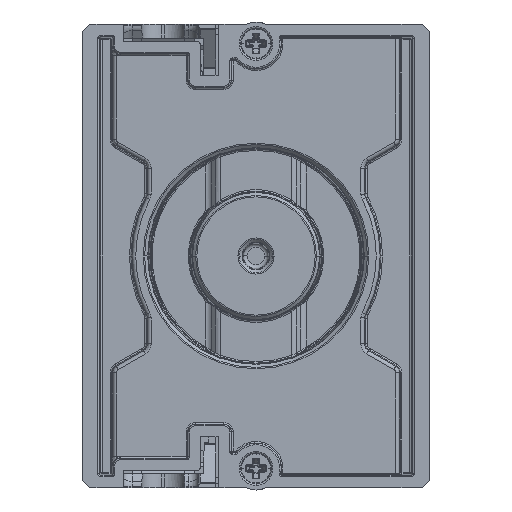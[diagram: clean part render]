
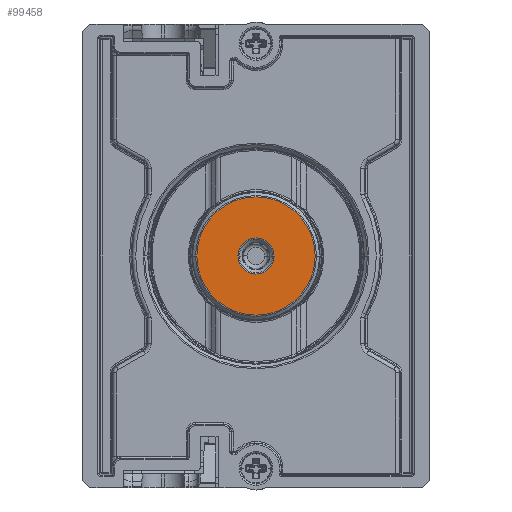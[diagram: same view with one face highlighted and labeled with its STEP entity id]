
A CAD part, front view. The second image highlights one B-rep face of the part: STEP entity #99458.
In plain terms, the highlighted face is planar.
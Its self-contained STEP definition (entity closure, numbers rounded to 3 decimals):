
#87951=CARTESIAN_POINT('',(0.,-2.2,0.));
#87952=DIRECTION('',(0.,-1.,0.));
#87953=DIRECTION('',(-1.,0.,0.));
#87954=AXIS2_PLACEMENT_3D('',#87951,#87952,#87953);
#87956=CARTESIAN_POINT('',(0.,-2.2,0.));
#87957=DIRECTION('',(0.,-1.,0.));
#87958=DIRECTION('',(1.,0.,0.));
#87959=AXIS2_PLACEMENT_3D('',#87956,#87957,#87958);
#87961=CARTESIAN_POINT('',(0.,-2.2,0.));
#87962=DIRECTION('',(0.,-1.,0.));
#87963=DIRECTION('',(-1.,0.,0.));
#87964=AXIS2_PLACEMENT_3D('',#87961,#87962,#87963);
#87966=CARTESIAN_POINT('',(0.,-2.2,0.));
#87967=DIRECTION('',(0.,-1.,0.));
#87968=DIRECTION('',(1.,0.,0.));
#87969=AXIS2_PLACEMENT_3D('',#87966,#87967,#87968);
#95461=CARTESIAN_POINT('',(-7.653,-2.2,0.));
#95462=CARTESIAN_POINT('',(7.653,-2.2,0.));
#95463=VERTEX_POINT('',#95461);
#95464=VERTEX_POINT('',#95462);
#95473=CARTESIAN_POINT('',(-2.341,-2.2,0.));
#95474=CARTESIAN_POINT('',(2.341,-2.2,0.));
#95475=VERTEX_POINT('',#95473);
#95476=VERTEX_POINT('',#95474);
#99441=CARTESIAN_POINT('',(0.,-2.2,0.));
#99442=DIRECTION('',(0.,-1.,0.));
#99443=DIRECTION('',(0.,0.,-1.));
#99444=AXIS2_PLACEMENT_3D('',#99441,#99442,#99443);
#99445=PLANE('',#99444);
#99447=ORIENTED_EDGE('',*,*,#99446,.T.);
#99449=ORIENTED_EDGE('',*,*,#99448,.T.);
#99450=EDGE_LOOP('',(#99447,#99449));
#99451=FACE_OUTER_BOUND('',#99450,.F.);
#99453=ORIENTED_EDGE('',*,*,#99452,.F.);
#99455=ORIENTED_EDGE('',*,*,#99454,.F.);
#99456=EDGE_LOOP('',(#99453,#99455));
#99457=FACE_BOUND('',#99456,.F.);
#87955=CIRCLE('',#87954,7.653);
#87960=CIRCLE('',#87959,7.653);
#87965=CIRCLE('',#87964,2.341);
#87970=CIRCLE('',#87969,2.341);
#99446=EDGE_CURVE('',#95463,#95464,#87955,.T.);
#99448=EDGE_CURVE('',#95464,#95463,#87960,.T.);
#99452=EDGE_CURVE('',#95475,#95476,#87965,.T.);
#99454=EDGE_CURVE('',#95476,#95475,#87970,.T.);
#99458=ADVANCED_FACE('',(#99451,#99457),#99445,.F.);
